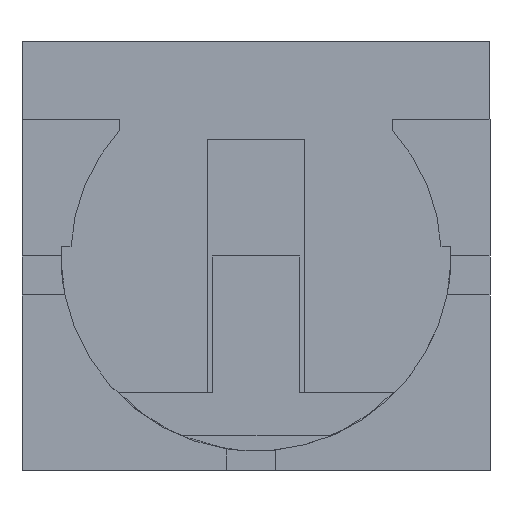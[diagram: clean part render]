
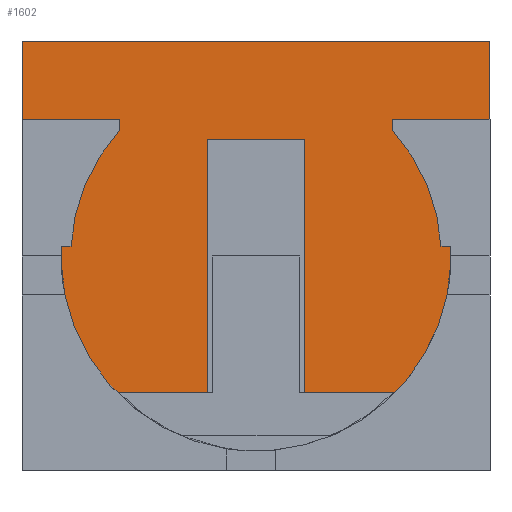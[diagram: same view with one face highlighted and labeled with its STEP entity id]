
A CAD part, front view. The second image highlights one B-rep face of the part: STEP entity #1602.
In plain terms, the highlighted planar face has unit normal (0, -1, 0).
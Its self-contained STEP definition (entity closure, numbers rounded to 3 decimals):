
#58=PLANE('',#1714);
#136=FACE_OUTER_BOUND('',#228,.T.);
#228=EDGE_LOOP('',(#1199,#1200,#1201,#1202,#1203,#1204,#1205,#1206));
#310=LINE('',#2305,#496);
#314=LINE('',#2314,#500);
#332=LINE('',#2353,#518);
#337=LINE('',#2362,#523);
#338=LINE('',#2363,#524);
#341=LINE('',#2369,#527);
#342=LINE('',#2372,#528);
#344=LINE('',#2375,#530);
#496=VECTOR('',#1858,10.);
#500=VECTOR('',#1864,10.);
#518=VECTOR('',#1898,10.);
#523=VECTOR('',#1905,10.);
#524=VECTOR('',#1906,10.);
#527=VECTOR('',#1913,10.);
#528=VECTOR('',#1916,10.);
#530=VECTOR('',#1920,10.);
#731=VERTEX_POINT('',#2302);
#732=VERTEX_POINT('',#2304);
#735=VERTEX_POINT('',#2311);
#736=VERTEX_POINT('',#2313);
#750=VERTEX_POINT('',#2355);
#752=VERTEX_POINT('',#2360);
#753=VERTEX_POINT('',#2367);
#754=VERTEX_POINT('',#2371);
#888=EDGE_CURVE('',#731,#732,#310,.T.);
#892=EDGE_CURVE('',#735,#736,#314,.T.);
#912=EDGE_CURVE('',#735,#732,#332,.T.);
#917=EDGE_CURVE('',#731,#752,#337,.T.);
#918=EDGE_CURVE('',#750,#736,#338,.T.);
#921=EDGE_CURVE('',#752,#753,#341,.T.);
#922=EDGE_CURVE('',#754,#750,#342,.T.);
#924=EDGE_CURVE('',#753,#754,#344,.T.);
#1199=ORIENTED_EDGE('',*,*,#922,.T.);
#1200=ORIENTED_EDGE('',*,*,#918,.T.);
#1201=ORIENTED_EDGE('',*,*,#892,.F.);
#1202=ORIENTED_EDGE('',*,*,#912,.T.);
#1203=ORIENTED_EDGE('',*,*,#888,.F.);
#1204=ORIENTED_EDGE('',*,*,#917,.T.);
#1205=ORIENTED_EDGE('',*,*,#921,.T.);
#1206=ORIENTED_EDGE('',*,*,#924,.T.);
#1602=ADVANCED_FACE('',(#136),#58,.T.);
#1714=AXIS2_PLACEMENT_3D('',#2377,#1923,#1924);
#1858=DIRECTION('',(0.,0.,1.));
#1864=DIRECTION('',(0.,0.,-1.));
#1898=DIRECTION('',(-1.,0.,0.));
#1905=DIRECTION('',(1.,0.,0.));
#1906=DIRECTION('',(1.,0.,0.));
#1913=DIRECTION('',(0.,0.,1.));
#1916=DIRECTION('',(0.,0.,-1.));
#1920=DIRECTION('',(1.,0.,0.));
#1923=DIRECTION('center_axis',(0.,-1.,0.));
#1924=DIRECTION('ref_axis',(1.,0.,0.));
#2302=CARTESIAN_POINT('',(-4.,-2.,0.));
#2304=CARTESIAN_POINT('',(-4.,-2.,18.));
#2305=CARTESIAN_POINT('',(-4.,-2.,0.));
#2311=CARTESIAN_POINT('',(20.,-2.,18.));
#2313=CARTESIAN_POINT('',(20.,-2.,0.));
#2314=CARTESIAN_POINT('',(20.,-2.,0.));
#2353=CARTESIAN_POINT('',(-2.,-2.,18.));
#2355=CARTESIAN_POINT('',(10.5,-2.,0.));
#2360=CARTESIAN_POINT('',(5.5,-2.,0.));
#2362=CARTESIAN_POINT('',(3.,-2.,0.));
#2363=CARTESIAN_POINT('',(18.,-2.,0.));
#2367=CARTESIAN_POINT('',(5.5,-2.,13.));
#2369=CARTESIAN_POINT('',(5.5,-2.,4.5));
#2371=CARTESIAN_POINT('',(10.5,-2.,13.));
#2372=CARTESIAN_POINT('',(10.5,-2.,6.5));
#2375=CARTESIAN_POINT('',(1.75,-2.,13.));
#2377=CARTESIAN_POINT('Origin',(-2.,-2.,0.));
